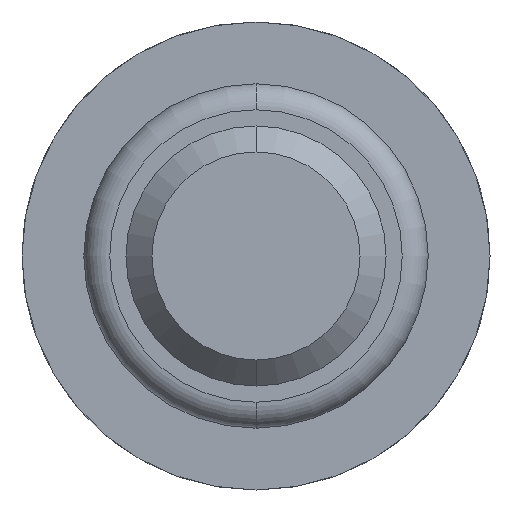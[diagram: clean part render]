
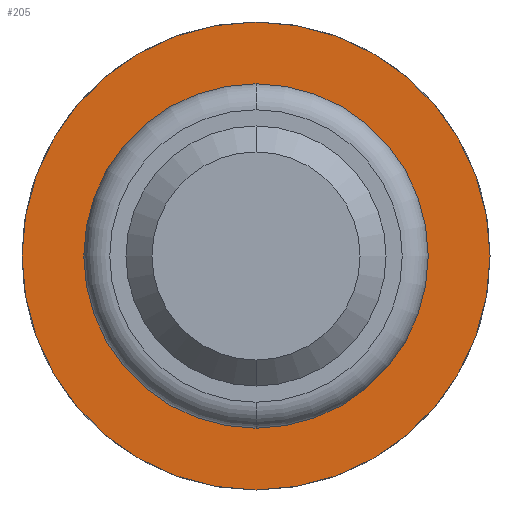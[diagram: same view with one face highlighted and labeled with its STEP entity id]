
A CAD part, front view. The second image highlights one B-rep face of the part: STEP entity #205.
In plain terms, the highlighted planar face has unit normal (0, -1, 0).
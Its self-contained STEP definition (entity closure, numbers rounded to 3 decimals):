
#18 = CIRCLE ( 'NONE', #375, 1.8 ) ;
#90 = CARTESIAN_POINT ( 'NONE',  ( 0., -1.8, 1.8 ) ) ;
#205 = ADVANCED_FACE ( 'Defeature ausgef�hrt4_13', ( #902, #1356 ), #2668, .F. ) ;
#370 = VERTEX_POINT ( 'NONE', #3371 ) ;
#375 = AXIS2_PLACEMENT_3D ( 'NONE', #1440, #408, #713 ) ;
#408 = DIRECTION ( 'NONE',  ( 0., 1., 0. ) ) ;
#704 = EDGE_CURVE ( 'Defeature ausgef�hrt4_12+Defeature ausgef�hrt4_13+Defeature ausgef�hrt4_13+Defeature ausgef�hrt4_13', #4165, #837, #952, .T. ) ;
#713 = DIRECTION ( 'NONE',  ( 0., 0., 1. ) ) ;
#837 = VERTEX_POINT ( 'NONE', #1640 ) ;
#862 = CARTESIAN_POINT ( 'NONE',  ( 0., -1.8, 0. ) ) ;
#881 = DIRECTION ( 'NONE',  ( 0., 0., 1. ) ) ;
#902 = FACE_OUTER_BOUND ( 'NONE', #1238, .T. ) ;
#952 = CIRCLE ( 'NONE', #4312, 1.8 ) ;
#1124 = CIRCLE ( 'NONE', #3548, 1.325 ) ;
#1238 = EDGE_LOOP ( 'NONE', ( #1330, #2679 ) ) ;
#1270 = CARTESIAN_POINT ( 'NONE',  ( 1.8, -1.8, 0. ) ) ;
#1330 = ORIENTED_EDGE ( 'NONE', *, *, #704, .F. ) ;
#1353 = EDGE_CURVE ( 'Defeature ausgef�hrt4_13+Defeature ausgef�hrt4_14+Defeature ausgef�hrt4_14+Defeature ausgef�hrt4_14', #370, #2489, #3399, .T. ) ;
#1356 = FACE_BOUND ( 'NONE', #3163, .T. ) ;
#1413 = ORIENTED_EDGE ( 'NONE', *, *, #1353, .T. ) ;
#1440 = CARTESIAN_POINT ( 'NONE',  ( 0., -1.8, 0. ) ) ;
#1640 = CARTESIAN_POINT ( 'NONE',  ( 0., -1.8, -1.8 ) ) ;
#1696 = EDGE_CURVE ( 'Defeature ausgef�hrt4_13+Defeature ausgef�hrt4_14+Defeature ausgef�hrt4_14+Defeature ausgef�hrt4_14', #2489, #370, #1124, .T. ) ;
#1697 = CARTESIAN_POINT ( 'NONE',  ( 0., -1.8, 0. ) ) ;
#1820 = AXIS2_PLACEMENT_3D ( 'NONE', #1270, #3727, #4436 ) ;
#1915 = DIRECTION ( 'NONE',  ( 0., 0., 1. ) ) ;
#2067 = DIRECTION ( 'NONE',  ( 0., 0., 1. ) ) ;
#2368 = EDGE_CURVE ( 'Defeature ausgef�hrt4_12+Defeature ausgef�hrt4_13+Defeature ausgef�hrt4_13+Defeature ausgef�hrt4_13', #837, #4165, #18, .T. ) ;
#2393 = DIRECTION ( 'NONE',  ( 0., 1., 0. ) ) ;
#2489 = VERTEX_POINT ( 'NONE', #3984 ) ;
#2668 = PLANE ( 'NONE',  #1820 ) ;
#2679 = ORIENTED_EDGE ( 'NONE', *, *, #2368, .F. ) ;
#2743 = ORIENTED_EDGE ( 'NONE', *, *, #1696, .T. ) ;
#3163 = EDGE_LOOP ( 'NONE', ( #1413, #2743 ) ) ;
#3337 = CARTESIAN_POINT ( 'NONE',  ( 0., -1.8, 0. ) ) ;
#3371 = CARTESIAN_POINT ( 'NONE',  ( 0., -1.8, 1.325 ) ) ;
#3399 = CIRCLE ( 'NONE', #4194, 1.325 ) ;
#3548 = AXIS2_PLACEMENT_3D ( 'NONE', #862, #4034, #881 ) ;
#3727 = DIRECTION ( 'NONE',  ( 0., 1., 0. ) ) ;
#3984 = CARTESIAN_POINT ( 'NONE',  ( 0., -1.8, -1.325 ) ) ;
#4034 = DIRECTION ( 'NONE',  ( 0., 1., 0. ) ) ;
#4165 = VERTEX_POINT ( 'NONE', #90 ) ;
#4194 = AXIS2_PLACEMENT_3D ( 'NONE', #1697, #2393, #2067 ) ;
#4312 = AXIS2_PLACEMENT_3D ( 'NONE', #3337, #4367, #1915 ) ;
#4367 = DIRECTION ( 'NONE',  ( 0., 1., 0. ) ) ;
#4436 = DIRECTION ( 'NONE',  ( 0., 0., 1. ) ) ;
